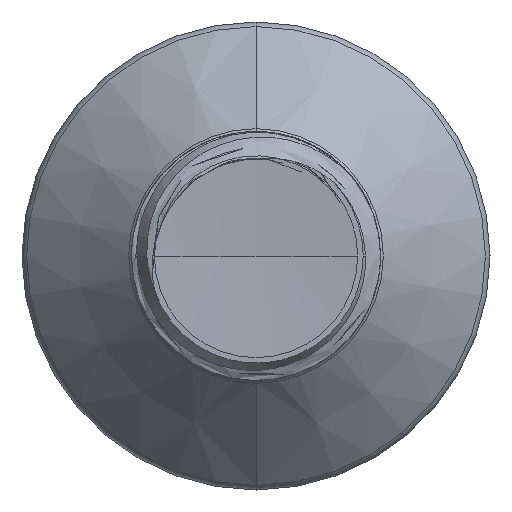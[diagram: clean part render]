
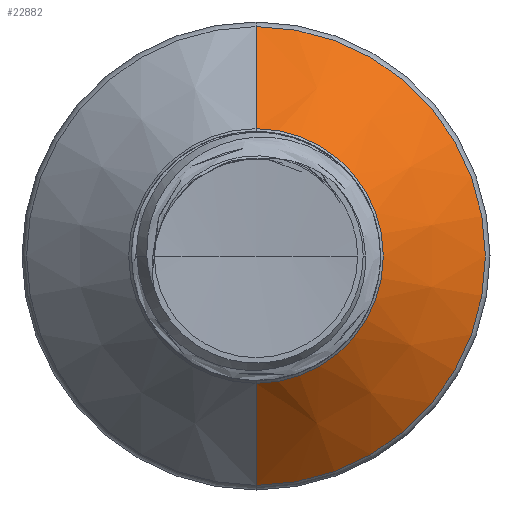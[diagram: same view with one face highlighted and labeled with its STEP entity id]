
A CAD part, front view. The second image highlights one B-rep face of the part: STEP entity #22882.
In plain terms, the highlighted conical face has half-angle 45 degrees and reference radius 1.278 mm.
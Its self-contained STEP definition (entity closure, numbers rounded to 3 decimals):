
#2146 = VERTEX_POINT ( 'NONE', #19454 ) ;
#2211 = DIRECTION ( 'NONE',  ( 0., 1., 0. ) ) ;
#4955 = CIRCLE ( 'NONE', #22043, 2.303 ) ;
#5009 = LINE ( 'NONE', #22529, #26453 ) ;
#5157 = ORIENTED_EDGE ( 'NONE', *, *, #12910, .T. ) ;
#5320 = ORIENTED_EDGE ( 'NONE', *, *, #16476, .T. ) ;
#5367 = LINE ( 'NONE', #21991, #14732 ) ;
#5914 = ORIENTED_EDGE ( 'NONE', *, *, #14688, .F. ) ;
#6036 = CARTESIAN_POINT ( 'NONE',  ( 0., 5.314, -1.278 ) ) ;
#6455 = VERTEX_POINT ( 'NONE', #6036 ) ;
#7112 = AXIS2_PLACEMENT_3D ( 'NONE', #16568, #2211, #21354 ) ;
#7894 = VERTEX_POINT ( 'NONE', #23876 ) ;
#8197 = EDGE_LOOP ( 'NONE', ( #5157, #5320, #23413, #5914 ) ) ;
#8803 = CIRCLE ( 'NONE', #14008, 1.278 ) ;
#9473 = DIRECTION ( 'NONE',  ( 0., 0.707, 0.707 ) ) ;
#9502 = VERTEX_POINT ( 'NONE', #10908 ) ;
#10065 = DIRECTION ( 'NONE',  ( 0., 0.707, -0.707 ) ) ;
#10908 = CARTESIAN_POINT ( 'NONE',  ( 0., 6.339, -2.303 ) ) ;
#11709 = DIRECTION ( 'NONE',  ( 0., 1., 0. ) ) ;
#12370 = FACE_OUTER_BOUND ( 'NONE', #8197, .T. ) ;
#12843 = DIRECTION ( 'NONE',  ( 0., 1., 0. ) ) ;
#12910 = EDGE_CURVE ( 'NONE', #2146, #6455, #8803, .T. ) ;
#14008 = AXIS2_PLACEMENT_3D ( 'NONE', #24031, #11709, #26028 ) ;
#14688 = EDGE_CURVE ( 'NONE', #2146, #7894, #5367, .T. ) ;
#14732 = VECTOR ( 'NONE', #9473, 1000. ) ;
#16476 = EDGE_CURVE ( 'NONE', #6455, #9502, #5009, .T. ) ;
#16568 = CARTESIAN_POINT ( 'NONE',  ( 0., 5.314, 0. ) ) ;
#17338 = CONICAL_SURFACE ( 'NONE', #7112, 1.278, 0.785 ) ;
#19454 = CARTESIAN_POINT ( 'NONE',  ( 0., 5.314, 1.278 ) ) ;
#21354 = DIRECTION ( 'NONE',  ( 0., 0., 1. ) ) ;
#21991 = CARTESIAN_POINT ( 'NONE',  ( 0., 5.314, 1.278 ) ) ;
#22043 = AXIS2_PLACEMENT_3D ( 'NONE', #25112, #12843, #27067 ) ;
#22529 = CARTESIAN_POINT ( 'NONE',  ( 0., 5.314, -1.278 ) ) ;
#22882 = ADVANCED_FACE ( 'NONE', ( #12370 ), #17338, .T. ) ;
#23413 = ORIENTED_EDGE ( 'NONE', *, *, #25586, .F. ) ;
#23876 = CARTESIAN_POINT ( 'NONE',  ( 0., 6.339, 2.303 ) ) ;
#24031 = CARTESIAN_POINT ( 'NONE',  ( 0., 5.314, 0. ) ) ;
#25112 = CARTESIAN_POINT ( 'NONE',  ( 0., 6.339, 0. ) ) ;
#25586 = EDGE_CURVE ( 'NONE', #7894, #9502, #4955, .T. ) ;
#26028 = DIRECTION ( 'NONE',  ( 0., 0., 1. ) ) ;
#26453 = VECTOR ( 'NONE', #10065, 1000. ) ;
#27067 = DIRECTION ( 'NONE',  ( 0., 0., 1. ) ) ;
